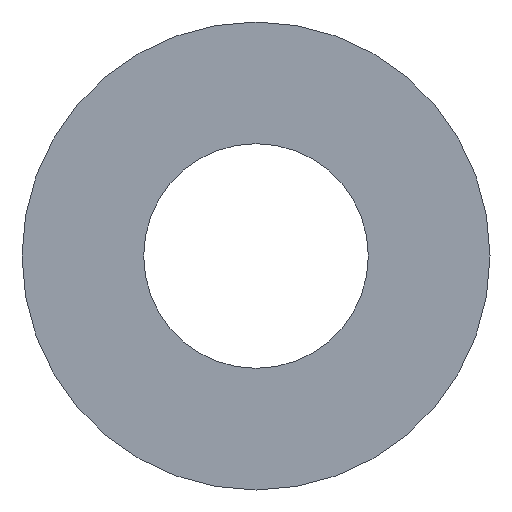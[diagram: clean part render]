
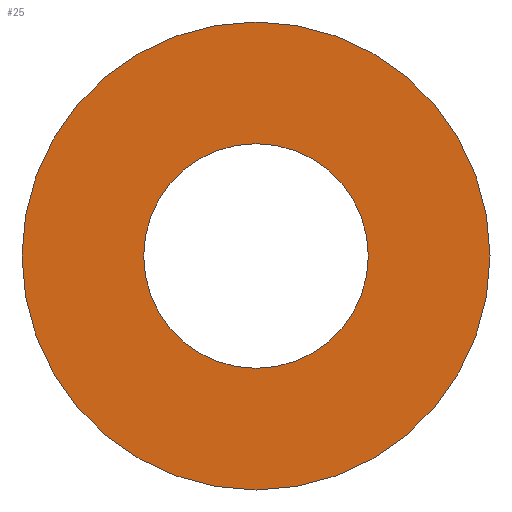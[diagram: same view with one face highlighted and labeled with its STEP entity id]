
A CAD part, front view. The second image highlights one B-rep face of the part: STEP entity #25.
In plain terms, the highlighted planar face has unit normal (0, -1, 0).
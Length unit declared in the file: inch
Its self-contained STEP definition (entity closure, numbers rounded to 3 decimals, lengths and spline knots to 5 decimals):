
#4 = CARTESIAN_POINT ( 'NONE',  ( 0., 0., 0. ) ) ;
#11 = CIRCLE ( 'NONE', #59, 0.1875 ) ;
#21 = DIRECTION ( 'NONE',  ( 0., 0., 1. ) ) ;
#23 = EDGE_CURVE ( 'NONE', #33, #244, #11, .T. ) ;
#25 = ADVANCED_FACE ( 'NONE', ( #95, #55 ), #135, .F. ) ;
#30 = AXIS2_PLACEMENT_3D ( 'NONE', #37, #117, #196 ) ;
#31 = EDGE_CURVE ( 'NONE', #147, #222, #98, .T. ) ;
#33 = VERTEX_POINT ( 'NONE', #232 ) ;
#37 = CARTESIAN_POINT ( 'NONE',  ( 0., 0., 0. ) ) ;
#41 = CARTESIAN_POINT ( 'NONE',  ( 0., 0., -0.1875 ) ) ;
#55 = FACE_BOUND ( 'NONE', #91, .T. ) ;
#59 = AXIS2_PLACEMENT_3D ( 'NONE', #151, #115, #21 ) ;
#61 = ORIENTED_EDGE ( 'NONE', *, *, #23, .F. ) ;
#91 = EDGE_LOOP ( 'NONE', ( #104, #247 ) ) ;
#95 = FACE_OUTER_BOUND ( 'NONE', #143, .T. ) ;
#97 = CARTESIAN_POINT ( 'NONE',  ( 0., 0., 0. ) ) ;
#98 = CIRCLE ( 'NONE', #30, 0.09 ) ;
#100 = DIRECTION ( 'NONE',  ( 0., 0., 1. ) ) ;
#104 = ORIENTED_EDGE ( 'NONE', *, *, #31, .T. ) ;
#115 = DIRECTION ( 'NONE',  ( 0., 1., 0. ) ) ;
#117 = DIRECTION ( 'NONE',  ( 0., 1., 0. ) ) ;
#123 = DIRECTION ( 'NONE',  ( 0., 1., 0. ) ) ;
#134 = DIRECTION ( 'NONE',  ( 0., 1., 0. ) ) ;
#135 = PLANE ( 'NONE',  #205 ) ;
#143 = EDGE_LOOP ( 'NONE', ( #203, #61 ) ) ;
#147 = VERTEX_POINT ( 'NONE', #186 ) ;
#151 = CARTESIAN_POINT ( 'NONE',  ( 0., 0., 0. ) ) ;
#162 = EDGE_CURVE ( 'NONE', #244, #33, #231, .T. ) ;
#164 = CARTESIAN_POINT ( 'NONE',  ( 0., 0., 0. ) ) ;
#165 = AXIS2_PLACEMENT_3D ( 'NONE', #4, #184, #202 ) ;
#167 = EDGE_CURVE ( 'NONE', #222, #147, #242, .T. ) ;
#184 = DIRECTION ( 'NONE',  ( 0., 1., 0. ) ) ;
#186 = CARTESIAN_POINT ( 'NONE',  ( 0., 0., -0.09 ) ) ;
#196 = DIRECTION ( 'NONE',  ( 0., 0., 1. ) ) ;
#202 = DIRECTION ( 'NONE',  ( 0., 0., 1. ) ) ;
#203 = ORIENTED_EDGE ( 'NONE', *, *, #162, .F. ) ;
#205 = AXIS2_PLACEMENT_3D ( 'NONE', #97, #134, #212 ) ;
#210 = AXIS2_PLACEMENT_3D ( 'NONE', #164, #123, #100 ) ;
#212 = DIRECTION ( 'NONE',  ( 0., 0., 1. ) ) ;
#222 = VERTEX_POINT ( 'NONE', #237 ) ;
#231 = CIRCLE ( 'NONE', #210, 0.1875 ) ;
#232 = CARTESIAN_POINT ( 'NONE',  ( 0., 0., 0.1875 ) ) ;
#237 = CARTESIAN_POINT ( 'NONE',  ( 0., 0., 0.09 ) ) ;
#242 = CIRCLE ( 'NONE', #165, 0.09 ) ;
#244 = VERTEX_POINT ( 'NONE', #41 ) ;
#247 = ORIENTED_EDGE ( 'NONE', *, *, #167, .T. ) ;
